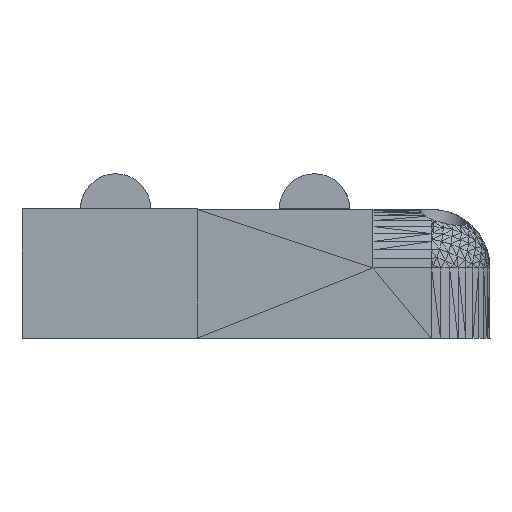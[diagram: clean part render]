
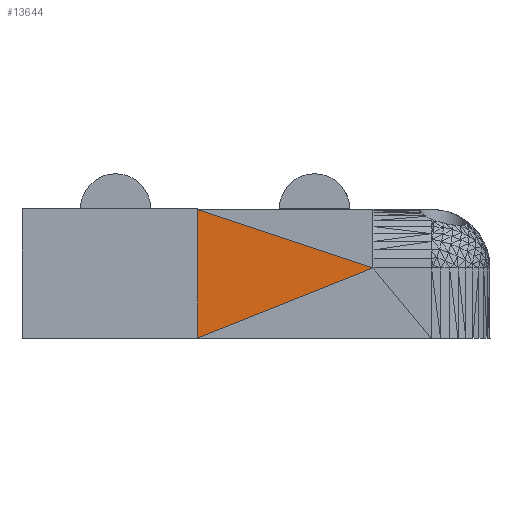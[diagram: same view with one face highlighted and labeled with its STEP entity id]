
A CAD part, front view. The second image highlights one B-rep face of the part: STEP entity #13644.
In plain terms, the highlighted planar face has unit normal (0, -1, 0).
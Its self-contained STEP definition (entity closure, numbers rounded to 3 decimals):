
#4723 = PLANE('',#4724);
#4724 = AXIS2_PLACEMENT_3D('',#4725,#4726,#4727);
#4725 = CARTESIAN_POINT('',(15.,-15.,
    -37.05));
#4726 = DIRECTION('',(-1.,0.,0.));
#4727 = DIRECTION('',(0.,1.,0.));
#9523 = VERTEX_POINT('',#9524);
#9524 = CARTESIAN_POINT('',(15.,-15.,
    -26.05));
#9620 = EDGE_CURVE('',#9621,#9523,#9623,.T.);
#9621 = VERTEX_POINT('',#9622);
#9622 = CARTESIAN_POINT('',(15.,-15.,
    -37.05));
#9623 = SURFACE_CURVE('',#9624,(#9628,#9635),.PCURVE_S1.);
#9624 = LINE('',#9625,#9626);
#9625 = CARTESIAN_POINT('',(15.,-15.,
    -37.05));
#9626 = VECTOR('',#9627,1.);
#9627 = DIRECTION('',(0.,0.,1.));
#9628 = PCURVE('',#4723,#9629);
#9629 = DEFINITIONAL_REPRESENTATION('',(#9630),#9634);
#9630 = LINE('',#9631,#9632);
#9631 = CARTESIAN_POINT('',(0.,0.));
#9632 = VECTOR('',#9633,1.);
#9633 = DIRECTION('',(0.,-1.));
#9634 = ( GEOMETRIC_REPRESENTATION_CONTEXT(2) 
PARAMETRIC_REPRESENTATION_CONTEXT() REPRESENTATION_CONTEXT('2D SPACE',''
  ) );
#9635 = PCURVE('',#9636,#9641);
#9636 = PLANE('',#9637);
#9637 = AXIS2_PLACEMENT_3D('',#9638,#9639,#9640);
#9638 = CARTESIAN_POINT('',(20.58,-15.,
    -31.386));
#9639 = DIRECTION('',(0.,-1.,0.));
#9640 = DIRECTION('',(0.,0.,-1.));
#9641 = DEFINITIONAL_REPRESENTATION('',(#9642),#9645);
#9642 = B_SPLINE_CURVE_WITH_KNOTS('',1,(#9643,#9644),.UNSPECIFIED.,.F.,
  .F.,(2,2),(0.,11.),.PIECEWISE_BEZIER_KNOTS.);
#9643 = CARTESIAN_POINT('',(5.664,-5.58));
#9644 = CARTESIAN_POINT('',(-5.336,-5.58));
#9645 = ( GEOMETRIC_REPRESENTATION_CONTEXT(2) 
PARAMETRIC_REPRESENTATION_CONTEXT() REPRESENTATION_CONTEXT('2D SPACE',''
  ) );
#13644 = ADVANCED_FACE('',(#13645),#9636,.T.);
#13645 = FACE_BOUND('',#13646,.T.);
#13646 = EDGE_LOOP('',(#13647,#13648,#13675));
#13647 = ORIENTED_EDGE('',*,*,#9620,.F.);
#13648 = ORIENTED_EDGE('',*,*,#13649,.T.);
#13649 = EDGE_CURVE('',#9621,#13650,#13652,.T.);
#13650 = VERTEX_POINT('',#13651);
#13651 = CARTESIAN_POINT('',(30.,-15.,
    -31.05));
#13652 = SURFACE_CURVE('',#13653,(#13657,#13664),.PCURVE_S1.);
#13653 = LINE('',#13654,#13655);
#13654 = CARTESIAN_POINT('',(15.,-15.,
    -37.05));
#13655 = VECTOR('',#13656,1.);
#13656 = DIRECTION('',(0.928,0.,
    0.371));
#13657 = PCURVE('',#9636,#13658);
#13658 = DEFINITIONAL_REPRESENTATION('',(#13659),#13663);
#13659 = LINE('',#13660,#13661);
#13660 = CARTESIAN_POINT('',(5.664,-5.58));
#13661 = VECTOR('',#13662,1.);
#13662 = DIRECTION('',(-0.371,0.928));
#13663 = ( GEOMETRIC_REPRESENTATION_CONTEXT(2) 
PARAMETRIC_REPRESENTATION_CONTEXT() REPRESENTATION_CONTEXT('2D SPACE',''
  ) );
#13664 = PCURVE('',#13665,#13670);
#13665 = PLANE('',#13666);
#13666 = AXIS2_PLACEMENT_3D('',#13667,#13668,#13669);
#13667 = CARTESIAN_POINT('',(25.414,-15.,
    -35.415));
#13668 = DIRECTION('',(0.,1.,
    0.));
#13669 = DIRECTION('',(0.,0.,1.));
#13670 = DEFINITIONAL_REPRESENTATION('',(#13671),#13674);
#13671 = B_SPLINE_CURVE_WITH_KNOTS('',1,(#13672,#13673),.UNSPECIFIED.,
  .F.,.F.,(2,2),(0.,16.155),.PIECEWISE_BEZIER_KNOTS.);
#13672 = CARTESIAN_POINT('',(-1.635,-10.414));
#13673 = CARTESIAN_POINT('',(4.365,4.586));
#13674 = ( GEOMETRIC_REPRESENTATION_CONTEXT(2) 
PARAMETRIC_REPRESENTATION_CONTEXT() REPRESENTATION_CONTEXT('2D SPACE',''
  ) );
#13675 = ORIENTED_EDGE('',*,*,#13676,.T.);
#13676 = EDGE_CURVE('',#13650,#9523,#13677,.T.);
#13677 = SURFACE_CURVE('',#13678,(#13682,#13689),.PCURVE_S1.);
#13678 = LINE('',#13679,#13680);
#13679 = CARTESIAN_POINT('',(30.,-15.,
    -31.05));
#13680 = VECTOR('',#13681,1.);
#13681 = DIRECTION('',(-0.949,0.,
    0.316));
#13682 = PCURVE('',#9636,#13683);
#13683 = DEFINITIONAL_REPRESENTATION('',(#13684),#13688);
#13684 = LINE('',#13685,#13686);
#13685 = CARTESIAN_POINT('',(-0.336,9.42));
#13686 = VECTOR('',#13687,1.);
#13687 = DIRECTION('',(-0.316,-0.949));
#13688 = ( GEOMETRIC_REPRESENTATION_CONTEXT(2) 
PARAMETRIC_REPRESENTATION_CONTEXT() REPRESENTATION_CONTEXT('2D SPACE',''
  ) );
#13689 = PCURVE('',#13690,#13695);
#13690 = PLANE('',#13691);
#13691 = AXIS2_PLACEMENT_3D('',#13692,#13693,#13694);
#13692 = CARTESIAN_POINT('',(30.,-15.,
    -26.05));
#13693 = DIRECTION('',(0.,1.,0.));
#13694 = DIRECTION('',(-1.,0.,0.));
#13695 = DEFINITIONAL_REPRESENTATION('',(#13696),#13699);
#13696 = B_SPLINE_CURVE_WITH_KNOTS('',1,(#13697,#13698),.UNSPECIFIED.,
  .F.,.F.,(2,2),(0.,15.811),.PIECEWISE_BEZIER_KNOTS.);
#13697 = CARTESIAN_POINT('',(0.,-5.));
#13698 = CARTESIAN_POINT('',(15.,0.));
#13699 = ( GEOMETRIC_REPRESENTATION_CONTEXT(2) 
PARAMETRIC_REPRESENTATION_CONTEXT() REPRESENTATION_CONTEXT('2D SPACE',''
  ) );
